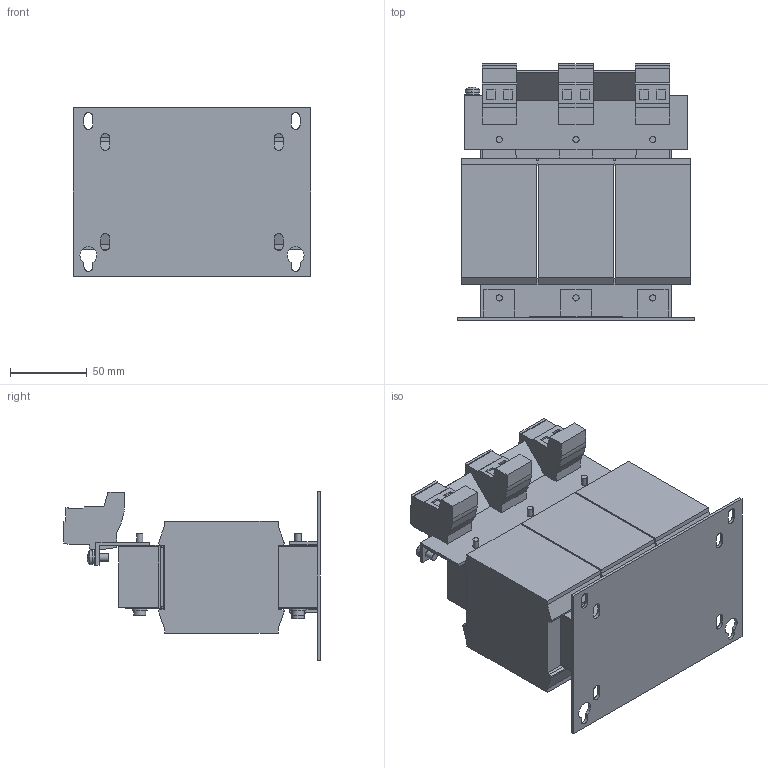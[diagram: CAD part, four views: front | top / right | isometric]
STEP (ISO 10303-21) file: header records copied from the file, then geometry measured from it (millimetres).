
FILE_DESCRIPTION (( 'STEP AP214' ), '1' );
FILE_NAME ('1184597.STEP', '2026-04-22T07:20:46', ( '' ), ( '' ), 'SwSTEP 2.0', 'SolidWorks 2022', '' );
FILE_SCHEMA (( 'AUTOMOTIVE_DESIGN' ));
Length unit declared in the file: millimetre
Products named in the file (1): 1184597
Bounding box: 155 x 167.2 x 110 mm (x, y, z)
Volume: 1212780.2 mm3; surface area: 159823.2 mm2
Topology: 1 solids, 1 shells, 736 faces, 1970 edges, 1302 vertices
Faces by surface type: plane 572, cylinder 160, sphere 2, torus 2
Entity records: 22876 total; most frequent: CARTESIAN_POINT 4009, ORIENTED_EDGE 3940, DIRECTION 3796, EDGE_CURVE 1970, LINE 1618, VECTOR 1618, VERTEX_POINT 1302, AXIS2_PLACEMENT_3D 1089
